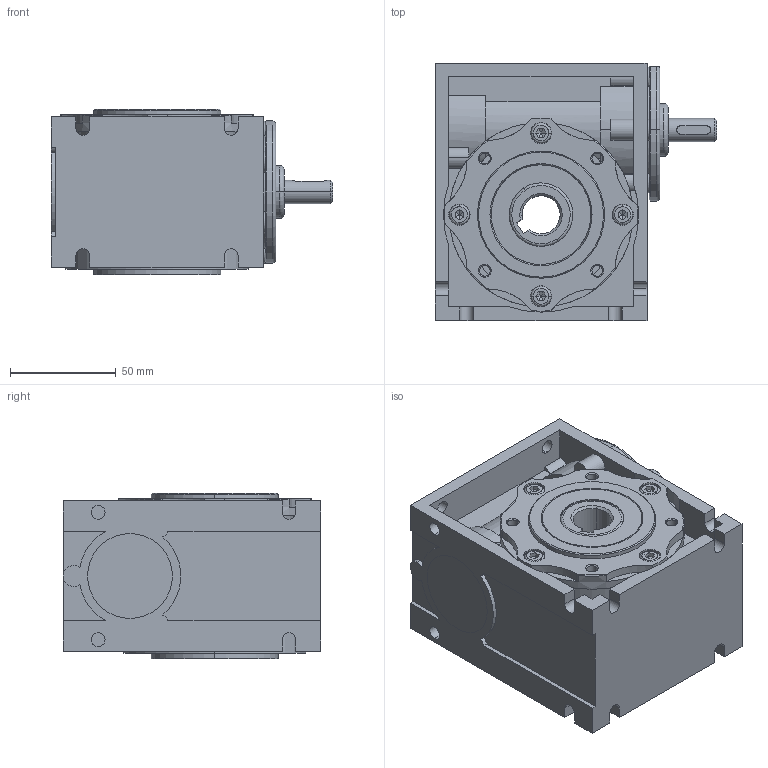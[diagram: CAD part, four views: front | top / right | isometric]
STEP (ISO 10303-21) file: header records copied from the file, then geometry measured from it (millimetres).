
FILE_DESCRIPTION (( 'STEP AP203' ), '1' );
FILE_NAME ('JRV040.STEP', '2019-12-14T01:25:40', ( 'tao' ), ( 'Microsoft' ), 'SwSTEP 2.0', 'SolidWorks 2018', '' );
FILE_SCHEMA (( 'CONFIG_CONTROL_DESIGN' ));
Length unit declared in the file: millimetre
Products named in the file (10): 25-35蚐猾; NMRV40眊极; JRV040; NMRV40耜裔; NMRV40-50恘謫; GB_HEXAGON_TYPE22 M6X12-S; NMRV40-50粣扥恘裝; 30-47蚐猾; 40蝶黑; F40傷裔
Assembly tree (13 placements, depth 2):
  JRV040
    NMRV40眊极
    NMRV40耜裔
    NMRV40-50恘謫
    GB_HEXAGON_TYPE22 M6X12-S  x4
    NMRV40-50粣扥恘裝
    30-47蚐猾  x2
    40蝶黑
    F40傷裔
    25-35蚐猾
Bounding box: 133 x 121.5 x 78 mm (x, y, z)
Volume: 551583.9 mm3; surface area: 174746.2 mm2
Topology: 13 solids, 13 shells, 1112 faces, 2703 edges, 1649 vertices
Faces by surface type: cylinder 439, cone 427, plane 199, bspline 26, torus 21
Entity records: 23681 total; most frequent: CARTESIAN_POINT 5106, DIRECTION 3985, ORIENTED_EDGE 3470, EDGE_CURVE 1735, AXIS2_PLACEMENT_3D 1619, VERTEX_POINT 1090, CIRCLE 910, EDGE_LOOP 823
